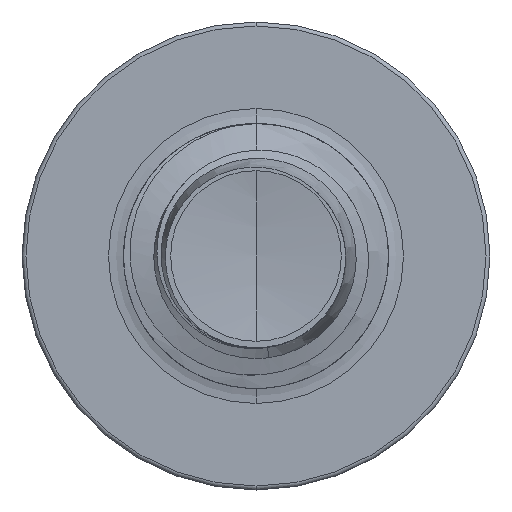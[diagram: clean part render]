
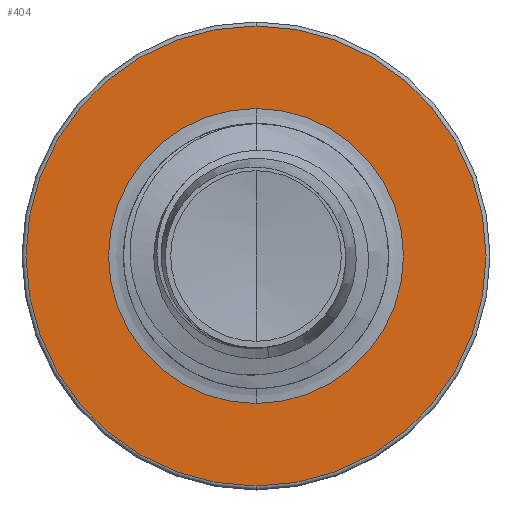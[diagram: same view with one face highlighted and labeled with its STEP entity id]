
A CAD part, front view. The second image highlights one B-rep face of the part: STEP entity #404.
In plain terms, the highlighted planar face has unit normal (0, -1, 0).
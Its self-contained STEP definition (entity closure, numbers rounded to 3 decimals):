
#404 = ADVANCED_FACE ( 'NONE', ( #19866, #5496 ), #23715, .F. ) ;
#2181 = CARTESIAN_POINT ( 'NONE',  ( 0., 10., 1.67 ) ) ;
#2283 = AXIS2_PLACEMENT_3D ( 'NONE', #19202, #8529, #20878 ) ;
#3192 = VERTEX_POINT ( 'NONE', #10508 ) ;
#3457 = EDGE_CURVE ( 'NONE', #11953, #3192, #13079, .T. ) ;
#3726 = CIRCLE ( 'NONE', #13966, 1.67 ) ;
#3923 = EDGE_CURVE ( 'NONE', #3192, #11953, #10766, .T. ) ;
#4201 = AXIS2_PLACEMENT_3D ( 'NONE', #9493, #21802, #11393 ) ;
#4484 = DIRECTION ( 'NONE',  ( 0., 1., 0. ) ) ;
#5022 = ORIENTED_EDGE ( 'NONE', *, *, #3923, .F. ) ;
#5483 = DIRECTION ( 'NONE',  ( 0., 1., 0. ) ) ;
#5496 = FACE_BOUND ( 'NONE', #21272, .T. ) ;
#5566 = DIRECTION ( 'NONE',  ( 0., 0., 1. ) ) ;
#6113 = CARTESIAN_POINT ( 'NONE',  ( 0., 10., -1.67 ) ) ;
#6434 = CARTESIAN_POINT ( 'NONE',  ( 0., 10., 2.605 ) ) ;
#6547 = EDGE_CURVE ( 'NONE', #9817, #23636, #13341, .T. ) ;
#8206 = DIRECTION ( 'NONE',  ( 0., 1., 0. ) ) ;
#8529 = DIRECTION ( 'NONE',  ( 0., 1., 0. ) ) ;
#8895 = ORIENTED_EDGE ( 'NONE', *, *, #3457, .F. ) ;
#9493 = CARTESIAN_POINT ( 'NONE',  ( 0., 10., 0. ) ) ;
#9817 = VERTEX_POINT ( 'NONE', #2181 ) ;
#10508 = CARTESIAN_POINT ( 'NONE',  ( 0., 10., -2.605 ) ) ;
#10766 = CIRCLE ( 'NONE', #2283, 2.605 ) ;
#11393 = DIRECTION ( 'NONE',  ( 0., 0., 1. ) ) ;
#11953 = VERTEX_POINT ( 'NONE', #6434 ) ;
#13079 = CIRCLE ( 'NONE', #4201, 2.605 ) ;
#13341 = CIRCLE ( 'NONE', #16872, 1.67 ) ;
#13966 = AXIS2_PLACEMENT_3D ( 'NONE', #15721, #4484, #17415 ) ;
#15004 = ORIENTED_EDGE ( 'NONE', *, *, #6547, .T. ) ;
#15075 = AXIS2_PLACEMENT_3D ( 'NONE', #6113, #5483, #5566 ) ;
#15721 = CARTESIAN_POINT ( 'NONE',  ( 0., 10., 0. ) ) ;
#16872 = AXIS2_PLACEMENT_3D ( 'NONE', #18940, #8206, #20594 ) ;
#17415 = DIRECTION ( 'NONE',  ( 0., 0., 1. ) ) ;
#18940 = CARTESIAN_POINT ( 'NONE',  ( 0., 10., 0. ) ) ;
#19202 = CARTESIAN_POINT ( 'NONE',  ( 0., 10., 0. ) ) ;
#19330 = CARTESIAN_POINT ( 'NONE',  ( 0., 10., -1.67 ) ) ;
#19424 = EDGE_CURVE ( 'NONE', #23636, #9817, #3726, .T. ) ;
#19477 = ORIENTED_EDGE ( 'NONE', *, *, #19424, .T. ) ;
#19866 = FACE_OUTER_BOUND ( 'NONE', #22235, .T. ) ;
#20594 = DIRECTION ( 'NONE',  ( 0., 0., 1. ) ) ;
#20878 = DIRECTION ( 'NONE',  ( 0., 0., 1. ) ) ;
#21272 = EDGE_LOOP ( 'NONE', ( #15004, #19477 ) ) ;
#21802 = DIRECTION ( 'NONE',  ( 0., 1., 0. ) ) ;
#22235 = EDGE_LOOP ( 'NONE', ( #8895, #5022 ) ) ;
#23636 = VERTEX_POINT ( 'NONE', #19330 ) ;
#23715 = PLANE ( 'NONE',  #15075 ) ;
